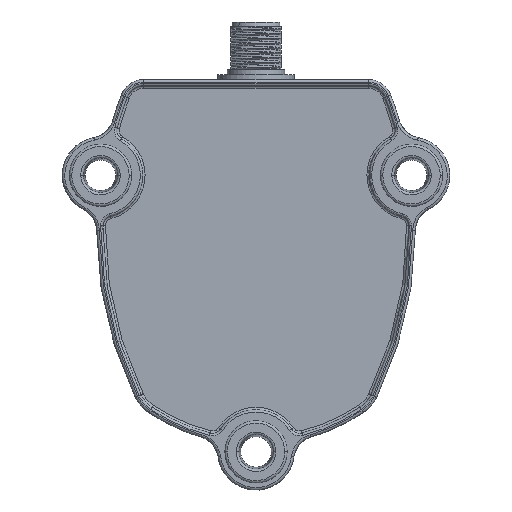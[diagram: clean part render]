
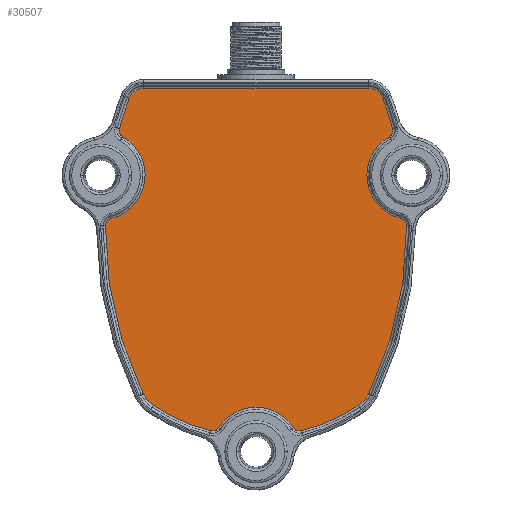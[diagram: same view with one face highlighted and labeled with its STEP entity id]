
A CAD part, front view. The second image highlights one B-rep face of the part: STEP entity #30507.
In plain terms, the highlighted planar face has unit normal (0, -1, 0).
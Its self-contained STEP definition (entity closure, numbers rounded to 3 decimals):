
#9635=CARTESIAN_POINT('',(-22.374,5.917,1.865));
#9636=DIRECTION('',(0.,1.,0.));
#9637=DIRECTION('',(-1.,0.,0.011));
#9638=AXIS2_PLACEMENT_3D('',#9635,#9636,#9637);
#9640=CARTESIAN_POINT('',(-24.903,5.917,12.389));
#9641=DIRECTION('',(0.,-1.,0.));
#9642=DIRECTION('',(0.234,0.,-0.972));
#9643=AXIS2_PLACEMENT_3D('',#9640,#9641,#9642);
#9645=CARTESIAN_POINT('',(-19.509,5.917,21.772));
#9646=DIRECTION('',(0.,1.,0.));
#9647=DIRECTION('',(-0.498,0.,-0.867));
#9648=AXIS2_PLACEMENT_3D('',#9645,#9646,#9647);
#9650=CARTESIAN_POINT('',(54.297,5.917,0.989));
#9651=DIRECTION('',(0.,1.,0.));
#9652=DIRECTION('',(-0.963,0.,0.271));
#9653=AXIS2_PLACEMENT_3D('',#9650,#9651,#9652);
#9655=CARTESIAN_POINT('',(-15.903,5.917,27.389));
#9656=DIRECTION('',(0.,1.,0.));
#9657=DIRECTION('',(-0.936,0.,0.352));
#9658=AXIS2_PLACEMENT_3D('',#9655,#9656,#9657);
#9660=CARTESIAN_POINT('',(31.097,5.917,27.389));
#9661=DIRECTION('',(0.,1.,0.));
#9662=DIRECTION('',(0.,0.,1.));
#9663=AXIS2_PLACEMENT_3D('',#9660,#9661,#9662);
#9665=CARTESIAN_POINT('',(-39.103,5.917,0.989));
#9666=DIRECTION('',(0.,1.,0.));
#9667=DIRECTION('',(0.936,0.,0.352));
#9668=AXIS2_PLACEMENT_3D('',#9665,#9666,#9667);
#9670=CARTESIAN_POINT('',(34.703,5.917,21.772));
#9671=DIRECTION('',(0.,1.,0.));
#9672=DIRECTION('',(0.963,0.,0.271));
#9673=AXIS2_PLACEMENT_3D('',#9670,#9671,#9672);
#9675=CARTESIAN_POINT('',(40.097,5.917,12.389));
#9676=DIRECTION('',(0.,-1.,0.));
#9677=DIRECTION('',(-0.498,0.,0.867));
#9678=AXIS2_PLACEMENT_3D('',#9675,#9676,#9677);
#9680=CARTESIAN_POINT('',(37.568,5.917,1.865));
#9681=DIRECTION('',(0.,1.,0.));
#9682=DIRECTION('',(0.234,0.,0.972));
#9683=AXIS2_PLACEMENT_3D('',#9680,#9681,#9682);
#9685=CARTESIAN_POINT('',(-39.103,5.917,0.989));
#9686=DIRECTION('',(0.,1.,0.));
#9687=DIRECTION('',(1.,0.,0.011));
#9688=AXIS2_PLACEMENT_3D('',#9685,#9686,#9687);
#9690=CARTESIAN_POINT('',(25.618,5.917,-30.557));
#9691=DIRECTION('',(0.,1.,0.));
#9692=DIRECTION('',(0.899,0.,-0.438));
#9693=AXIS2_PLACEMENT_3D('',#9690,#9691,#9692);
#9695=CARTESIAN_POINT('',(7.597,5.917,-3.511));
#9696=DIRECTION('',(0.,1.,0.));
#9697=DIRECTION('',(0.555,0.,-0.832));
#9698=AXIS2_PLACEMENT_3D('',#9695,#9696,#9697);
#9700=CARTESIAN_POINT('',(16.7,5.917,-39.556));
#9701=DIRECTION('',(0.,1.,0.));
#9702=DIRECTION('',(0.245,0.,-0.97));
#9703=AXIS2_PLACEMENT_3D('',#9700,#9701,#9702);
#9705=CARTESIAN_POINT('',(7.597,5.917,-45.411));
#9706=DIRECTION('',(0.,-1.,0.));
#9707=DIRECTION('',(0.841,0.,0.541));
#9708=AXIS2_PLACEMENT_3D('',#9705,#9706,#9707);
#9710=CARTESIAN_POINT('',(-1.506,5.917,
-39.556));
#9711=DIRECTION('',(0.,1.,0.));
#9712=DIRECTION('',(0.841,0.,-0.541));
#9713=AXIS2_PLACEMENT_3D('',#9710,#9711,#9712);
#9715=CARTESIAN_POINT('',(7.597,5.917,-3.511));
#9716=DIRECTION('',(0.,1.,0.));
#9717=DIRECTION('',(-0.245,0.,-0.97));
#9718=AXIS2_PLACEMENT_3D('',#9715,#9716,#9717);
#9720=CARTESIAN_POINT('',(-10.424,5.917,
-30.557));
#9721=DIRECTION('',(0.,1.,0.));
#9722=DIRECTION('',(-0.555,0.,-0.832));
#9723=AXIS2_PLACEMENT_3D('',#9720,#9721,#9722);
#9725=CARTESIAN_POINT('',(54.297,5.917,0.989));
#9726=DIRECTION('',(0.,1.,0.));
#9727=DIRECTION('',(-0.899,0.,-0.438));
#9728=AXIS2_PLACEMENT_3D('',#9725,#9726,#9727);
#9790=DIRECTION('',(-1.,0.,0.));
#9791=VECTOR('',#9790,47.);
#9792=CARTESIAN_POINT('',(31.097,5.917,30.564));
#9793=LINE('',#9792,#9791);
#10450=CARTESIAN_POINT('',(-23.873,5.917,
1.882));
#10451=CARTESIAN_POINT('',(-22.724,5.917,
3.322));
#10452=VERTEX_POINT('',#10450);
#10453=VERTEX_POINT('',#10451);
#10454=CARTESIAN_POINT('',(-20.256,5.917,
20.473));
#10455=VERTEX_POINT('',#10454);
#10456=CARTESIAN_POINT('',(-20.952,5.917,
22.179));
#10457=VERTEX_POINT('',#10456);
#10458=CARTESIAN_POINT('',(-18.875,5.917,
28.506));
#10459=VERTEX_POINT('',#10458);
#10460=CARTESIAN_POINT('',(-15.903,5.917,
30.564));
#10461=VERTEX_POINT('',#10460);
#10462=CARTESIAN_POINT('',(31.097,5.917,30.564));
#10463=VERTEX_POINT('',#10462);
#10464=CARTESIAN_POINT('',(34.069,5.917,28.506));
#10465=VERTEX_POINT('',#10464);
#10466=CARTESIAN_POINT('',(36.146,5.917,22.179));
#10467=VERTEX_POINT('',#10466);
#10468=CARTESIAN_POINT('',(35.45,5.917,20.473));
#10469=VERTEX_POINT('',#10468);
#10470=CARTESIAN_POINT('',(37.918,5.917,3.322));
#10471=VERTEX_POINT('',#10470);
#10472=CARTESIAN_POINT('',(39.067,5.917,1.882));
#10473=VERTEX_POINT('',#10472);
#10474=CARTESIAN_POINT('',(31.169,5.917,
-33.263));
#10475=VERTEX_POINT('',#10474);
#10476=CARTESIAN_POINT('',(29.043,5.917,
-35.696));
#10477=VERTEX_POINT('',#10476);
#10478=CARTESIAN_POINT('',(17.067,5.917,
-41.009));
#10479=VERTEX_POINT('',#10478);
#10480=CARTESIAN_POINT('',(15.439,5.917,
-40.367));
#10481=VERTEX_POINT('',#10480);
#10482=CARTESIAN_POINT('',(-0.245,5.917,
-40.367));
#10483=VERTEX_POINT('',#10482);
#10484=CARTESIAN_POINT('',(-1.873,5.917,
-41.009));
#10485=VERTEX_POINT('',#10484);
#10486=CARTESIAN_POINT('',(-13.849,5.917,
-35.696));
#10487=VERTEX_POINT('',#10486);
#10488=CARTESIAN_POINT('',(-15.975,5.917,
-33.263));
#10489=VERTEX_POINT('',#10488);
#30461=CARTESIAN_POINT('',(7.597,5.917,
-11.111));
#30462=DIRECTION('',(0.,-1.,0.));
#30463=DIRECTION('',(-1.,0.,0.));
#30464=AXIS2_PLACEMENT_3D('',#30461,#30462,#30463);
#30465=PLANE('',#30464);
#30467=ORIENTED_EDGE('',*,*,#30466,.T.);
#30469=ORIENTED_EDGE('',*,*,#30468,.T.);
#30471=ORIENTED_EDGE('',*,*,#30470,.T.);
#30473=ORIENTED_EDGE('',*,*,#30472,.T.);
#30475=ORIENTED_EDGE('',*,*,#30474,.T.);
#30477=ORIENTED_EDGE('',*,*,#30476,.F.);
#30479=ORIENTED_EDGE('',*,*,#30478,.T.);
#30481=ORIENTED_EDGE('',*,*,#30480,.T.);
#30483=ORIENTED_EDGE('',*,*,#30482,.T.);
#30485=ORIENTED_EDGE('',*,*,#30484,.T.);
#30487=ORIENTED_EDGE('',*,*,#30486,.T.);
#30489=ORIENTED_EDGE('',*,*,#30488,.T.);
#30491=ORIENTED_EDGE('',*,*,#30490,.T.);
#30493=ORIENTED_EDGE('',*,*,#30492,.T.);
#30495=ORIENTED_EDGE('',*,*,#30494,.T.);
#30497=ORIENTED_EDGE('',*,*,#30496,.T.);
#30499=ORIENTED_EDGE('',*,*,#30498,.T.);
#30501=ORIENTED_EDGE('',*,*,#30500,.T.);
#30502=ORIENTED_EDGE('',*,*,#30444,.T.);
#30504=ORIENTED_EDGE('',*,*,#30503,.T.);
#30505=EDGE_LOOP('',(#30467,#30469,#30471,#30473,#30475,#30477,#30479,#30481,
#30483,#30485,#30487,#30489,#30491,#30493,#30495,#30497,#30499,#30501,#30502,
#30504));
#30506=FACE_OUTER_BOUND('',#30505,.F.);
#30507=ADVANCED_FACE('',(#30506),#30465,.T.);
#9639=CIRCLE('',#9638,1.499);
#9644=CIRCLE('',#9643,9.325);
#9649=CIRCLE('',#9648,1.499);
#9654=CIRCLE('',#9653,78.175);
#9659=CIRCLE('',#9658,3.175);
#9664=CIRCLE('',#9663,3.175);
#9669=CIRCLE('',#9668,78.175);
#9674=CIRCLE('',#9673,1.499);
#9679=CIRCLE('',#9678,9.325);
#9684=CIRCLE('',#9683,1.499);
#9689=CIRCLE('',#9688,78.175);
#9694=CIRCLE('',#9693,6.175);
#9699=CIRCLE('',#9698,38.675);
#9704=CIRCLE('',#9703,1.499);
#9709=CIRCLE('',#9708,9.325);
#9714=CIRCLE('',#9713,1.499);
#9719=CIRCLE('',#9718,38.675);
#9724=CIRCLE('',#9723,6.175);
#9729=CIRCLE('',#9728,78.175);
#30444=EDGE_CURVE('',#10487,#10489,#9724,.T.);
#30466=EDGE_CURVE('',#10452,#10453,#9639,.T.);
#30468=EDGE_CURVE('',#10453,#10455,#9644,.T.);
#30470=EDGE_CURVE('',#10455,#10457,#9649,.T.);
#30472=EDGE_CURVE('',#10457,#10459,#9654,.T.);
#30474=EDGE_CURVE('',#10459,#10461,#9659,.T.);
#30476=EDGE_CURVE('',#10463,#10461,#9793,.T.);
#30478=EDGE_CURVE('',#10463,#10465,#9664,.T.);
#30480=EDGE_CURVE('',#10465,#10467,#9669,.T.);
#30482=EDGE_CURVE('',#10467,#10469,#9674,.T.);
#30484=EDGE_CURVE('',#10469,#10471,#9679,.T.);
#30486=EDGE_CURVE('',#10471,#10473,#9684,.T.);
#30488=EDGE_CURVE('',#10473,#10475,#9689,.T.);
#30490=EDGE_CURVE('',#10475,#10477,#9694,.T.);
#30492=EDGE_CURVE('',#10477,#10479,#9699,.T.);
#30494=EDGE_CURVE('',#10479,#10481,#9704,.T.);
#30496=EDGE_CURVE('',#10481,#10483,#9709,.T.);
#30498=EDGE_CURVE('',#10483,#10485,#9714,.T.);
#30500=EDGE_CURVE('',#10485,#10487,#9719,.T.);
#30503=EDGE_CURVE('',#10489,#10452,#9729,.T.);
